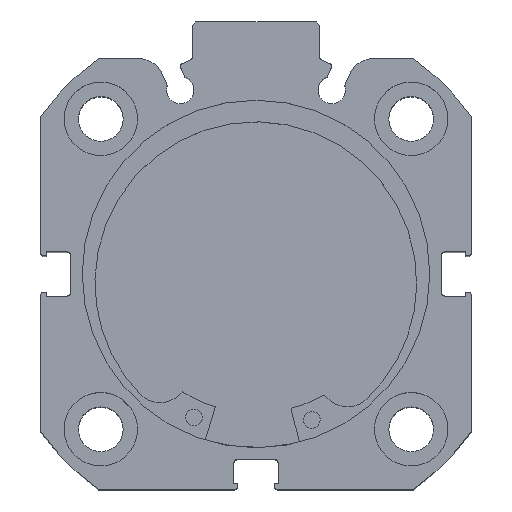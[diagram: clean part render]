
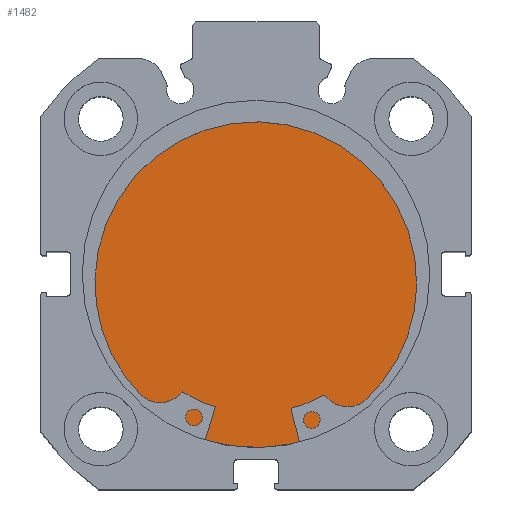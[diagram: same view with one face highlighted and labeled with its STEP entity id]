
A CAD part, top view. The second image highlights one B-rep face of the part: STEP entity #1482.
In plain terms, the highlighted face is planar.
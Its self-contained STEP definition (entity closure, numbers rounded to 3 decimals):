
#80 = DIRECTION ( 'NONE',  ( 0., 0., 1. ) ) ;
#82 = DIRECTION ( 'NONE',  ( -1., 0., 0. ) ) ;
#92 = CARTESIAN_POINT ( 'NONE',  ( 9., 0., 0. ) ) ;
#157 = DIRECTION ( 'NONE',  ( 0., 0., 1. ) ) ;
#158 = DIRECTION ( 'NONE',  ( -1., 0., 0. ) ) ;
#160 = CARTESIAN_POINT ( 'NONE',  ( 9., 0., 0. ) ) ;
#665 = AXIS2_PLACEMENT_3D ( 'NONE', #3639, #3645, #3646 ) ;
#732 = AXIS2_PLACEMENT_3D ( 'NONE', #92, #82, #80 ) ;
#744 = AXIS2_PLACEMENT_3D ( 'NONE', #160, #158, #157 ) ;
#1259 = EDGE_CURVE ( 'NONE', #5978, #5700, #2464, .T. ) ;
#1281 = EDGE_CURVE ( 'NONE', #5700, #5978, #2496, .T. ) ;
#1482 = ADVANCED_FACE ( 'NONE', ( #2637 ), #3636, .F. ) ;
#2464 = CIRCLE ( 'NONE', #744, 26. ) ;
#2496 = CIRCLE ( 'NONE', #732, 26. ) ;
#2637 = FACE_OUTER_BOUND ( 'NONE', #6897, .T. ) ;
#3636 = PLANE ( 'NONE',  #665 ) ;
#3639 = CARTESIAN_POINT ( 'NONE',  ( 9., 26., 0. ) ) ;
#3645 = DIRECTION ( 'NONE',  ( -1., 0., 0. ) ) ;
#3646 = DIRECTION ( 'NONE',  ( 0., 0., 1. ) ) ;
#4540 = CARTESIAN_POINT ( 'NONE',  ( 9., 0., 26. ) ) ;
#5287 = CARTESIAN_POINT ( 'NONE',  ( 9., 0., -26. ) ) ;
#5700 = VERTEX_POINT ( 'NONE', #4540 ) ;
#5978 = VERTEX_POINT ( 'NONE', #5287 ) ;
#6363 = ORIENTED_EDGE ( 'NONE', *, *, #1281, .F. ) ;
#6386 = ORIENTED_EDGE ( 'NONE', *, *, #1259, .F. ) ;
#6897 = EDGE_LOOP ( 'NONE', ( #6363, #6386 ) ) ;
